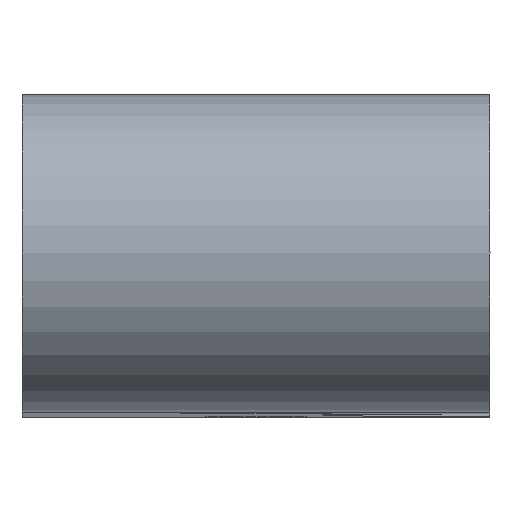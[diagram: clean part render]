
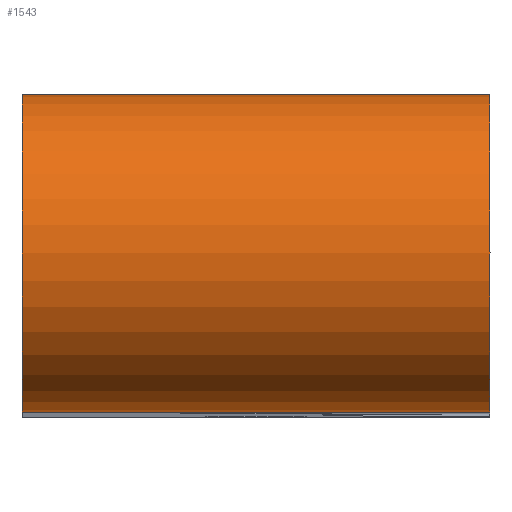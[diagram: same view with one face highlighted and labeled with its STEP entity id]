
A CAD part, top view. The second image highlights one B-rep face of the part: STEP entity #1543.
In plain terms, the highlighted cylindrical face has radius 9.5 mm (diameter 19 mm), a partial arc.
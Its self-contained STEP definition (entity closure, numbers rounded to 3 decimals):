
#146 = VERTEX_POINT('',#147);
#147 = CARTESIAN_POINT('',(-79.953,-33.691,
    156.578));
#153 = EDGE_CURVE('',#146,#154,#156,.T.);
#154 = VERTEX_POINT('',#155);
#155 = CARTESIAN_POINT('',(-79.953,-52.691,
    156.578));
#156 = CIRCLE('',#157,9.5);
#157 = AXIS2_PLACEMENT_3D('',#158,#159,#160);
#158 = CARTESIAN_POINT('',(-79.953,-43.191,
    156.578));
#159 = DIRECTION('',(1.,0.,0.));
#160 = DIRECTION('',(0.,1.,0.));
#541 = VERTEX_POINT('',#542);
#542 = CARTESIAN_POINT('',(-107.953,-33.691,
    156.578));
#548 = EDGE_CURVE('',#541,#549,#551,.T.);
#549 = VERTEX_POINT('',#550);
#550 = CARTESIAN_POINT('',(-107.953,-52.691,
    156.578));
#551 = CIRCLE('',#552,9.5);
#552 = AXIS2_PLACEMENT_3D('',#553,#554,#555);
#553 = CARTESIAN_POINT('',(-107.953,-43.191,
    156.578));
#554 = DIRECTION('',(1.,0.,0.));
#555 = DIRECTION('',(0.,1.,0.));
#1149 = EDGE_CURVE('',#154,#549,#1150,.T.);
#1150 = LINE('',#1151,#1152);
#1151 = CARTESIAN_POINT('',(-79.953,-52.691,
    156.578));
#1152 = VECTOR('',#1153,1.);
#1153 = DIRECTION('',(-1.,0.,0.));
#1502 = EDGE_CURVE('',#146,#541,#1503,.T.);
#1503 = LINE('',#1504,#1505);
#1504 = CARTESIAN_POINT('',(-79.953,-33.691,
    156.578));
#1505 = VECTOR('',#1506,1.);
#1506 = DIRECTION('',(-1.,0.,0.));
#1543 = ADVANCED_FACE('',(#1544),#1550,.T.);
#1544 = FACE_BOUND('',#1545,.T.);
#1545 = EDGE_LOOP('',(#1546,#1547,#1548,#1549));
#1546 = ORIENTED_EDGE('',*,*,#1502,.T.);
#1547 = ORIENTED_EDGE('',*,*,#548,.T.);
#1548 = ORIENTED_EDGE('',*,*,#1149,.F.);
#1549 = ORIENTED_EDGE('',*,*,#153,.F.);
#1550 = CYLINDRICAL_SURFACE('',#1551,9.5);
#1551 = AXIS2_PLACEMENT_3D('',#1552,#1553,#1554);
#1552 = CARTESIAN_POINT('',(-79.953,-43.191,
    156.578));
#1553 = DIRECTION('',(1.,0.,0.));
#1554 = DIRECTION('',(0.,1.,0.));
